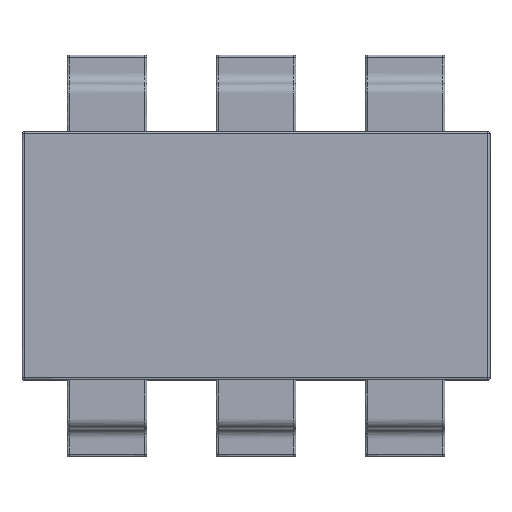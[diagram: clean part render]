
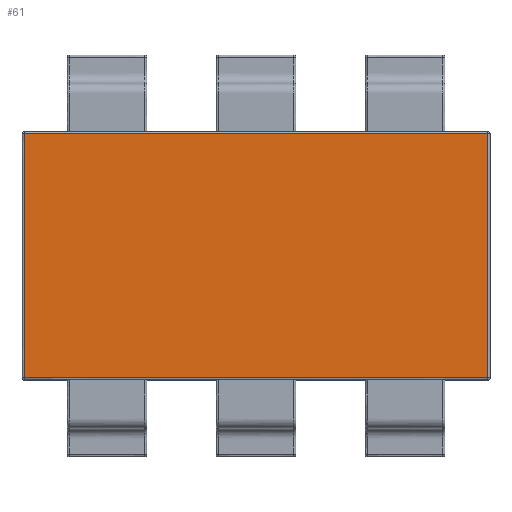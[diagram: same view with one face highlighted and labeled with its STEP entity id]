
A CAD part, top view. The second image highlights one B-rep face of the part: STEP entity #61.
In plain terms, the highlighted free-form (B-spline) face has degree [1, 1] with [2, 2] control points.
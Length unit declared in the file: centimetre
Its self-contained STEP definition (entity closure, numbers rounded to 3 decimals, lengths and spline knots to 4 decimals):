
#61=ADVANCED_FACE('',(#261),#2127,.T.);
#261=FACE_OUTER_BOUND('',#461,.T.);
#461=EDGE_LOOP('',(#757,#758,#759,#760));
#757=ORIENTED_EDGE('',*,*,#1459,.F.);
#758=ORIENTED_EDGE('',*,*,#1460,.F.);
#759=ORIENTED_EDGE('',*,*,#1461,.F.);
#760=ORIENTED_EDGE('',*,*,#1458,.F.);
#1458=EDGE_CURVE('',#1809,#1810,#2227,.T.);
#1459=EDGE_CURVE('',#1811,#1809,#2228,.T.);
#1460=EDGE_CURVE('',#1812,#1811,#2229,.T.);
#1461=EDGE_CURVE('',#1810,#1812,#2230,.T.);
#1809=VERTEX_POINT('',#3977);
#1810=VERTEX_POINT('',#3978);
#1811=VERTEX_POINT('',#3979);
#1812=VERTEX_POINT('',#3980);
#2127=B_SPLINE_SURFACE_WITH_KNOTS('',1,1,((#3689,#3690),(#3691,#3692)),.UNSPECIFIED.,
.F.,.F.,.F.,(2,2),(2,2),(-48.2639,-3.2259),(0.2,
23.8992),.UNSPECIFIED.);
#2227=(
BOUNDED_CURVE()
B_SPLINE_CURVE(3,(#3581,#3582,#3583,#3584),.UNSPECIFIED.,.F.,.F.)
B_SPLINE_CURVE_WITH_KNOTS((4,4),(0.2,45.238),.UNSPECIFIED.)
CURVE()
GEOMETRIC_REPRESENTATION_ITEM()
RATIONAL_B_SPLINE_CURVE((1.,1.,1.,1.))
REPRESENTATION_ITEM('')
);
#2228=(
BOUNDED_CURVE()
B_SPLINE_CURVE(3,(#3585,#3586,#3587,#3588),.UNSPECIFIED.,.F.,.F.)
B_SPLINE_CURVE_WITH_KNOTS((4,4),(0.2,23.8992),.UNSPECIFIED.)
CURVE()
GEOMETRIC_REPRESENTATION_ITEM()
RATIONAL_B_SPLINE_CURVE((1.,1.,1.,1.))
REPRESENTATION_ITEM('')
);
#2229=(
BOUNDED_CURVE()
B_SPLINE_CURVE(3,(#3589,#3590,#3591,#3592),.UNSPECIFIED.,.F.,.F.)
B_SPLINE_CURVE_WITH_KNOTS((4,4),(0.2,45.238),.UNSPECIFIED.)
CURVE()
GEOMETRIC_REPRESENTATION_ITEM()
RATIONAL_B_SPLINE_CURVE((1.,1.,1.,1.))
REPRESENTATION_ITEM('')
);
#2230=(
BOUNDED_CURVE()
B_SPLINE_CURVE(3,(#3593,#3594,#3595,#3596),.UNSPECIFIED.,.F.,.F.)
B_SPLINE_CURVE_WITH_KNOTS((4,4),(0.2,23.8992),.UNSPECIFIED.)
CURVE()
GEOMETRIC_REPRESENTATION_ITEM()
RATIONAL_B_SPLINE_CURVE((1.,1.,1.,1.))
REPRESENTATION_ITEM('')
);
#3581=CARTESIAN_POINT('',(55.8173,23.3453,9.488));
#3582=CARTESIAN_POINT('',(40.8046,23.3453,9.488));
#3583=CARTESIAN_POINT('',(25.7919,23.3453,9.488));
#3584=CARTESIAN_POINT('',(10.7793,23.3453,9.488));
#3585=CARTESIAN_POINT('',(55.8173,47.0445,9.488));
#3586=CARTESIAN_POINT('',(55.8173,39.1448,9.488));
#3587=CARTESIAN_POINT('',(55.8173,31.2451,9.488));
#3588=CARTESIAN_POINT('',(55.8173,23.3453,9.488));
#3589=CARTESIAN_POINT('',(10.7793,47.0445,9.488));
#3590=CARTESIAN_POINT('',(25.7919,47.0445,9.488));
#3591=CARTESIAN_POINT('',(40.8046,47.0445,9.488));
#3592=CARTESIAN_POINT('',(55.8173,47.0445,9.488));
#3593=CARTESIAN_POINT('',(10.7793,23.3453,9.488));
#3594=CARTESIAN_POINT('',(10.7793,31.2451,9.488));
#3595=CARTESIAN_POINT('',(10.7793,39.1448,9.488));
#3596=CARTESIAN_POINT('',(10.7793,47.0445,9.488));
#3689=CARTESIAN_POINT('',(10.7793,23.3453,9.488));
#3690=CARTESIAN_POINT('',(10.7793,47.0445,9.488));
#3691=CARTESIAN_POINT('',(55.8173,23.3453,9.488));
#3692=CARTESIAN_POINT('',(55.8173,47.0445,9.488));
#3977=CARTESIAN_POINT('',(55.8173,23.3453,9.488));
#3978=CARTESIAN_POINT('',(10.7793,23.3453,9.488));
#3979=CARTESIAN_POINT('',(55.8173,47.0445,9.488));
#3980=CARTESIAN_POINT('',(10.7793,47.0445,9.488));
